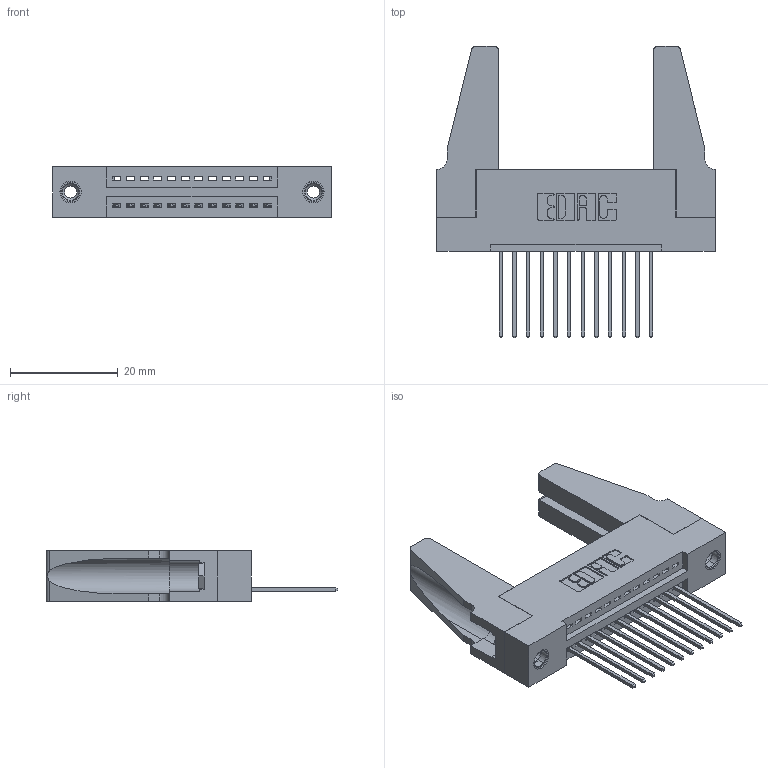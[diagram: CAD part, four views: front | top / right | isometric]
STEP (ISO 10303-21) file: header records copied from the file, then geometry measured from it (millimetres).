
FILE_DESCRIPTION (( 'STEP AP203' ), '1' );
FILE_NAME ('345-012-542-188.STEP', '2019-10-04T02:12:26', ( '' ), ( '' ), 'SwSTEP 2.0', 'SolidWorks 2016', '' );
FILE_SCHEMA (( 'CONFIG_CONTROL_DESIGN' ));
Length unit declared in the file: inch
Products named in the file (5): 345-220-078_345-220-088; 345-292-001_345-293-142; 345-012-542-188; 345-250-001_345-250-001-102; 345 Part_Flush Mounting Lugs - 0.156 Dia-TH
Assembly tree (17 placements, depth 2):
  345-012-542-188
    345 Part_Flush Mounting Lugs - 0.156 Dia-TH
    345-292-001_345-293-142  x12
    345-250-001_345-250-001-102  x2
    345-220-078_345-220-088  x2
Bounding box: 51.71 x 54.15 x 9.4 mm (x, y, z)
Volume: 7945.3 mm3; surface area: 9126.7 mm2
Topology: 17 solids, 17 shells, 946 faces, 2767 edges, 1818 vertices
Faces by surface type: plane 632, cylinder 298, cone 12, torus 4
Entity records: 15236 total; most frequent: CARTESIAN_POINT 2630, ORIENTED_EDGE 2536, DIRECTION 2348, EDGE_CURVE 1268, VECTOR 1046, LINE 1046, VERTEX_POINT 838, AXIS2_PLACEMENT_3D 651
